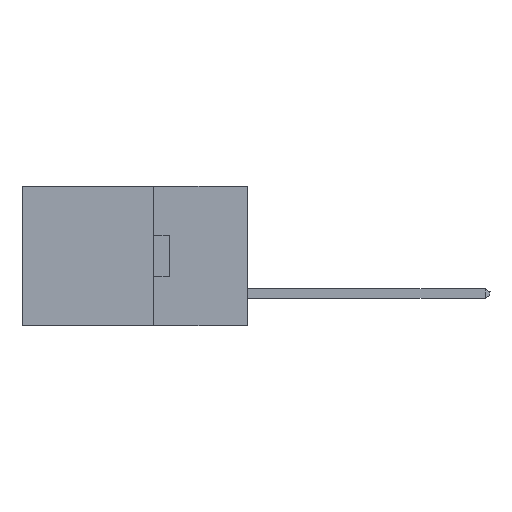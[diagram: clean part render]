
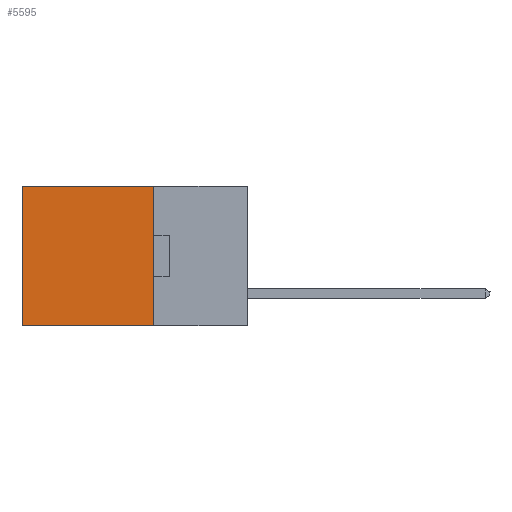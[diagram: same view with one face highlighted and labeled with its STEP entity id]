
A CAD part, left-side view. The second image highlights one B-rep face of the part: STEP entity #5595.
In plain terms, the highlighted planar face has unit normal (-1, 0, 0).
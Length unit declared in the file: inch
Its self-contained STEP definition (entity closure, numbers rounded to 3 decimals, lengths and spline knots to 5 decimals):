
#1565 = DIRECTION ( 'NONE',  ( 0., 0., -1. ) ) ;
#2806 = FACE_OUTER_BOUND ( 'NONE', #4097, .T. ) ;
#4097 = EDGE_LOOP ( 'NONE', ( #13498, #16867, #23420, #11170 ) ) ;
#4468 = CARTESIAN_POINT ( 'NONE',  ( 0.2615, 0.25, -0.37 ) ) ;
#4508 = CARTESIAN_POINT ( 'NONE',  ( 0.2615, 0.25, 0. ) ) ;
#5429 = DIRECTION ( 'NONE',  ( 0., 1., 0. ) ) ;
#5595 = ADVANCED_FACE ( 'NONE', ( #2806 ), #26366, .F. ) ;
#7095 = DIRECTION ( 'NONE',  ( 0., 0., -1. ) ) ;
#7253 = DIRECTION ( 'NONE',  ( 0., 0., -1. ) ) ;
#7259 = CARTESIAN_POINT ( 'NONE',  ( 0.2615, 0.25, 0. ) ) ;
#7718 = EDGE_CURVE ( 'NONE', #14339, #7822, #20544, .T. ) ;
#7822 = VERTEX_POINT ( 'NONE', #18736 ) ;
#7915 = EDGE_CURVE ( 'NONE', #25763, #18658, #23982, .T. ) ;
#9921 = CARTESIAN_POINT ( 'NONE',  ( 0.2615, 0.6, 0. ) ) ;
#10592 = EDGE_CURVE ( 'NONE', #25763, #14339, #19188, .T. ) ;
#10865 = DIRECTION ( 'NONE',  ( 0., 1., 0. ) ) ;
#10929 = EDGE_CURVE ( 'NONE', #18658, #7822, #14129, .T. ) ;
#11170 = ORIENTED_EDGE ( 'NONE', *, *, #10592, .T. ) ;
#13451 = VECTOR ( 'NONE', #7095, 39.37008 ) ;
#13473 = CARTESIAN_POINT ( 'NONE',  ( 0.2615, 0.25, -0.37 ) ) ;
#13498 = ORIENTED_EDGE ( 'NONE', *, *, #7718, .T. ) ;
#14129 = LINE ( 'NONE', #22322, #19793 ) ;
#14339 = VERTEX_POINT ( 'NONE', #9921 ) ;
#16223 = VECTOR ( 'NONE', #10865, 39.37008 ) ;
#16867 = ORIENTED_EDGE ( 'NONE', *, *, #10929, .F. ) ;
#17923 = CARTESIAN_POINT ( 'NONE',  ( 0.2615, 0.6, -0.37 ) ) ;
#18658 = VERTEX_POINT ( 'NONE', #20749 ) ;
#18736 = CARTESIAN_POINT ( 'NONE',  ( 0.2615, 0.6, -0.37 ) ) ;
#19188 = LINE ( 'NONE', #4508, #16223 ) ;
#19793 = VECTOR ( 'NONE', #5429, 39.37008 ) ;
#19857 = DIRECTION ( 'NONE',  ( 1., 0., 0. ) ) ;
#20544 = LINE ( 'NONE', #17923, #27189 ) ;
#20749 = CARTESIAN_POINT ( 'NONE',  ( 0.2615, 0.25, -0.37 ) ) ;
#22322 = CARTESIAN_POINT ( 'NONE',  ( 0.2615, 0.25, -0.37 ) ) ;
#23420 = ORIENTED_EDGE ( 'NONE', *, *, #7915, .F. ) ;
#23982 = LINE ( 'NONE', #4468, #13451 ) ;
#25763 = VERTEX_POINT ( 'NONE', #7259 ) ;
#26276 = AXIS2_PLACEMENT_3D ( 'NONE', #13473, #19857, #7253 ) ;
#26366 = PLANE ( 'NONE',  #26276 ) ;
#27189 = VECTOR ( 'NONE', #1565, 39.37008 ) ;
